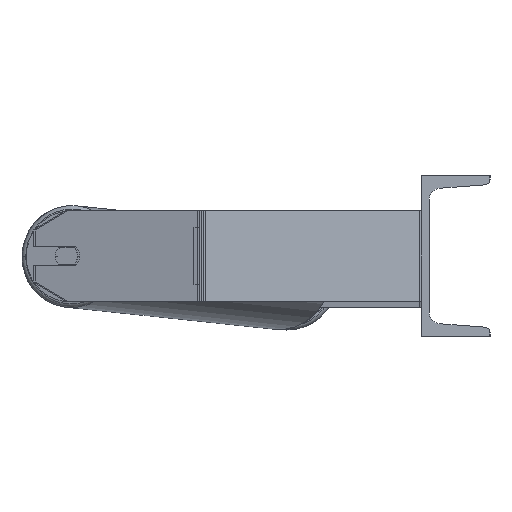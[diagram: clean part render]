
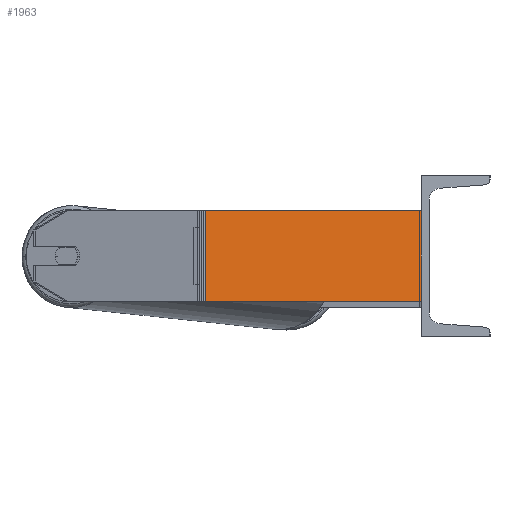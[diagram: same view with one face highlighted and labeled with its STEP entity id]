
A CAD part, left-side view. The second image highlights one B-rep face of the part: STEP entity #1963.
In plain terms, the highlighted planar face has unit normal (-0.985, -0.174, 0).
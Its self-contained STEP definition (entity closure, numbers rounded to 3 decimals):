
#417 = CARTESIAN_POINT ( 'NONE',  ( -1085., 0., 40. ) ) ;
#1258 = EDGE_CURVE ( 'NONE', #8401, #9063, #2057, .T. ) ;
#1289 = LINE ( 'NONE', #4082, #7039 ) ;
#1322 = DIRECTION ( 'NONE',  ( 0.174, -0.985, 0. ) ) ;
#1330 = CARTESIAN_POINT ( 'NONE',  ( -1118.789, 191.627, 40. ) ) ;
#1841 = DIRECTION ( 'NONE',  ( 0.174, -0.985, 0. ) ) ;
#1847 = CARTESIAN_POINT ( 'NONE',  ( -1085., 0., -40. ) ) ;
#1963 = ADVANCED_FACE ( 'NONE', ( #9102 ), #2853, .F. ) ;
#2057 = LINE ( 'NONE', #7668, #2341 ) ;
#2341 = VECTOR ( 'NONE', #1322, 1000. ) ;
#2468 = VERTEX_POINT ( 'NONE', #1847 ) ;
#2505 = ORIENTED_EDGE ( 'NONE', *, *, #8758, .T. ) ;
#2853 = PLANE ( 'NONE',  #6363 ) ;
#3420 = CARTESIAN_POINT ( 'NONE',  ( -1118.173, 188.133, 40. ) ) ;
#3493 = DIRECTION ( 'NONE',  ( -0.174, 0.985, 0. ) ) ;
#4036 = VECTOR ( 'NONE', #8385, 1000. ) ;
#4070 = DIRECTION ( 'NONE',  ( 0., 0., -1. ) ) ;
#4082 = CARTESIAN_POINT ( 'NONE',  ( -1118.789, 191.627, -40. ) ) ;
#4242 = LINE ( 'NONE', #7016, #4036 ) ;
#4548 = CARTESIAN_POINT ( 'NONE',  ( -1118.173, 188.133, 40. ) ) ;
#4828 = EDGE_LOOP ( 'NONE', ( #2505, #5615, #5366, #8976 ) ) ;
#5366 = ORIENTED_EDGE ( 'NONE', *, *, #1258, .F. ) ;
#5499 = VECTOR ( 'NONE', #4070, 1000. ) ;
#5615 = ORIENTED_EDGE ( 'NONE', *, *, #6975, .F. ) ;
#5711 = EDGE_CURVE ( 'NONE', #8401, #6011, #8526, .T. ) ;
#6011 = VERTEX_POINT ( 'NONE', #9057 ) ;
#6363 = AXIS2_PLACEMENT_3D ( 'NONE', #1330, #7051, #3493 ) ;
#6975 = EDGE_CURVE ( 'NONE', #9063, #2468, #4242, .T. ) ;
#7016 = CARTESIAN_POINT ( 'NONE',  ( -1085., 0., 40. ) ) ;
#7039 = VECTOR ( 'NONE', #1841, 1000. ) ;
#7051 = DIRECTION ( 'NONE',  ( 0.985, 0.174, 0. ) ) ;
#7668 = CARTESIAN_POINT ( 'NONE',  ( -1118.789, 191.627, 40. ) ) ;
#8385 = DIRECTION ( 'NONE',  ( 0., 0., -1. ) ) ;
#8401 = VERTEX_POINT ( 'NONE', #4548 ) ;
#8526 = LINE ( 'NONE', #3420, #5499 ) ;
#8758 = EDGE_CURVE ( 'NONE', #6011, #2468, #1289, .T. ) ;
#8976 = ORIENTED_EDGE ( 'NONE', *, *, #5711, .T. ) ;
#9057 = CARTESIAN_POINT ( 'NONE',  ( -1118.173, 188.133, -40. ) ) ;
#9063 = VERTEX_POINT ( 'NONE', #417 ) ;
#9102 = FACE_OUTER_BOUND ( 'NONE', #4828, .T. ) ;
